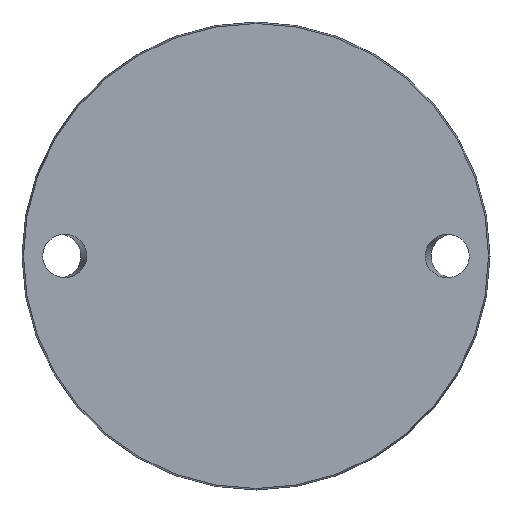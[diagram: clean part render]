
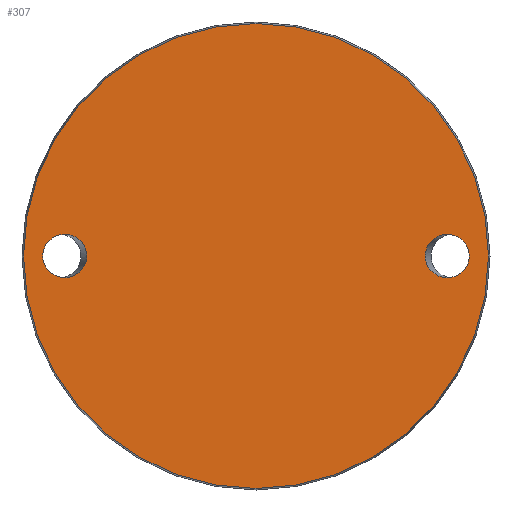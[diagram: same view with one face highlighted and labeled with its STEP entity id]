
A CAD part, front view. The second image highlights one B-rep face of the part: STEP entity #307.
In plain terms, the highlighted planar face has unit normal (0, -1, 0).
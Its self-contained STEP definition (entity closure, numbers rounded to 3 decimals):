
#9 = VERTEX_POINT ( 'NONE', #367 ) ;
#16 = CARTESIAN_POINT ( 'NONE',  ( 0., 0., 0. ) ) ;
#57 = CARTESIAN_POINT ( 'NONE',  ( 64.385, 0., 0. ) ) ;
#64 = VERTEX_POINT ( 'NONE', #662 ) ;
#74 = CARTESIAN_POINT ( 'NONE',  ( -81.115, 0., 0. ) ) ;
#85 = DIRECTION ( 'NONE',  ( 0., -1., 0. ) ) ;
#96 = DIRECTION ( 'NONE',  ( 0., 0., -1. ) ) ;
#131 = CARTESIAN_POINT ( 'NONE',  ( 81.115, 0., -16.5 ) ) ;
#175 = ORIENTED_EDGE ( 'NONE', *, *, #403, .T. ) ;
#229 = CARTESIAN_POINT ( 'NONE',  ( -64.385, 0., -16.5 ) ) ;
#239 = EDGE_LOOP ( 'NONE', ( #323 ) ) ;
#249 = CARTESIAN_POINT ( 'NONE',  ( -88.425, 0., 0. ) ) ;
#307 = ADVANCED_FACE ( 'NONE', ( #548, #939, #472 ), #782, .F. ) ;
#323 = ORIENTED_EDGE ( 'NONE', *, *, #585, .T. ) ;
#339 = EDGE_LOOP ( 'NONE', ( #175 ) ) ;
#367 = CARTESIAN_POINT ( 'NONE',  ( 64.385, 0., 0. ) ) ;
#380 = CARTESIAN_POINT ( 'NONE',  ( -64.385, 0., 16.5 ) ) ;
#399 = DIRECTION ( 'NONE',  ( 0., 1., 0. ) ) ;
#403 = EDGE_CURVE ( 'NONE', #584, #584, #861, .T. ) ;
#430 = EDGE_LOOP ( 'NONE', ( #791 ) ) ;
#445 = CARTESIAN_POINT ( 'NONE',  ( 81.115, 0., 0. ) ) ;
#472 = FACE_OUTER_BOUND ( 'NONE', #239, .T. ) ;
#508 = CARTESIAN_POINT ( 'NONE',  ( 81.115, 0., 16.5 ) ) ;
#518 = CARTESIAN_POINT ( 'NONE',  ( -81.115, 0., 0. ) ) ;
#540 = CARTESIAN_POINT ( 'NONE',  ( -81.115, 0., -16.5 ) ) ;
#548 = FACE_BOUND ( 'NONE', #339, .T. ) ;
#556 = DIRECTION ( 'NONE',  ( 0., 0., 1. ) ) ;
#584 = VERTEX_POINT ( 'NONE', #965 ) ;
#585 = EDGE_CURVE ( 'NONE', #64, #64, #863, .T. ) ;
#586 =( BOUNDED_CURVE ( )  B_SPLINE_CURVE ( 3, ( #738, #677, #131, #445, #508, #818, #57 ),
 .UNSPECIFIED., .T., .T. ) 
 B_SPLINE_CURVE_WITH_KNOTS ( ( 4, 3, 4 ),
 ( 0., 3.142, 6.283 ),
 .UNSPECIFIED. ) 
 CURVE ( )  GEOMETRIC_REPRESENTATION_ITEM ( )  RATIONAL_B_SPLINE_CURVE ( ( 1., 0.333, 0.333, 1., 0.333, 0.333, 1. ) ) 
 REPRESENTATION_ITEM ( '' )  );
#662 = CARTESIAN_POINT ( 'NONE',  ( 0., 0., -88.425 ) ) ;
#677 = CARTESIAN_POINT ( 'NONE',  ( 64.385, 0., -16.5 ) ) ;
#696 = CARTESIAN_POINT ( 'NONE',  ( -81.115, 0., 16.5 ) ) ;
#720 = AXIS2_PLACEMENT_3D ( 'NONE', #16, #85, #96 ) ;
#738 = CARTESIAN_POINT ( 'NONE',  ( 64.385, 0., 0. ) ) ;
#778 = AXIS2_PLACEMENT_3D ( 'NONE', #249, #399, #556 ) ;
#782 = PLANE ( 'NONE',  #778 ) ;
#791 = ORIENTED_EDGE ( 'NONE', *, *, #980, .F. ) ;
#818 = CARTESIAN_POINT ( 'NONE',  ( 64.385, 0., 16.5 ) ) ;
#861 =( BOUNDED_CURVE ( )  B_SPLINE_CURVE ( 3, ( #74, #696, #380, #983, #229, #540, #518 ),
 .UNSPECIFIED., .T., .T. ) 
 B_SPLINE_CURVE_WITH_KNOTS ( ( 4, 3, 4 ),
 ( 0., 3.142, 6.283 ),
 .UNSPECIFIED. ) 
 CURVE ( )  GEOMETRIC_REPRESENTATION_ITEM ( )  RATIONAL_B_SPLINE_CURVE ( ( 1., 0.333, 0.333, 1., 0.333, 0.333, 1. ) ) 
 REPRESENTATION_ITEM ( '' )  );
#863 = CIRCLE ( 'NONE', #720, 88.425 ) ;
#939 = FACE_BOUND ( 'NONE', #430, .T. ) ;
#965 = CARTESIAN_POINT ( 'NONE',  ( -81.115, 0., 0. ) ) ;
#980 = EDGE_CURVE ( 'NONE', #9, #9, #586, .T. ) ;
#983 = CARTESIAN_POINT ( 'NONE',  ( -64.385, 0., 0. ) ) ;
